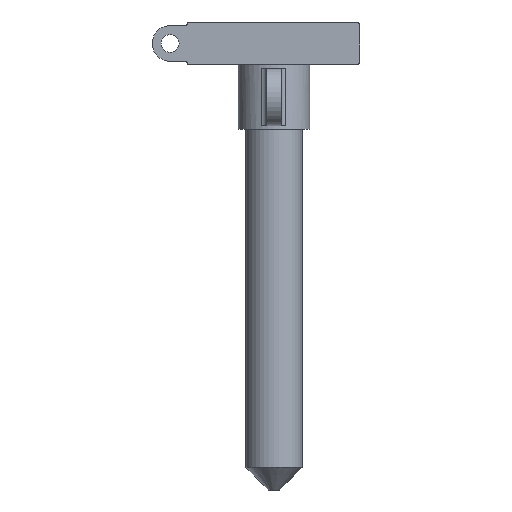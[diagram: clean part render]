
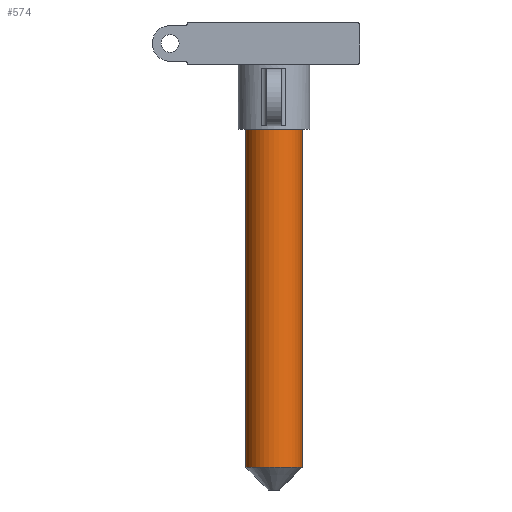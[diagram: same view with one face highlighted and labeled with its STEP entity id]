
A CAD part, front view. The second image highlights one B-rep face of the part: STEP entity #574.
In plain terms, the highlighted cylindrical face has radius 12.5 mm (diameter 25 mm), a full revolution.
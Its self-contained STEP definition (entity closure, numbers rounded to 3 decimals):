
#38=CYLINDRICAL_SURFACE('',#627,12.5);
#82=FACE_OUTER_BOUND('',#113,.T.);
#113=EDGE_LOOP('',(#414,#415,#416,#417));
#150=LINE('',#881,#195);
#195=VECTOR('',#702,12.5);
#240=CIRCLE('',#626,12.5);
#241=CIRCLE('',#628,12.5);
#276=VERTEX_POINT('',#876);
#277=VERTEX_POINT('',#880);
#331=EDGE_CURVE('',#276,#276,#240,.T.);
#332=EDGE_CURVE('',#276,#277,#150,.T.);
#333=EDGE_CURVE('',#277,#277,#241,.T.);
#414=ORIENTED_EDGE('',*,*,#331,.F.);
#415=ORIENTED_EDGE('',*,*,#332,.T.);
#416=ORIENTED_EDGE('',*,*,#333,.F.);
#417=ORIENTED_EDGE('',*,*,#332,.F.);
#574=ADVANCED_FACE('',(#82),#38,.T.);
#626=AXIS2_PLACEMENT_3D('',#878,#698,#699);
#627=AXIS2_PLACEMENT_3D('',#879,#700,#701);
#628=AXIS2_PLACEMENT_3D('',#882,#703,#704);
#698=DIRECTION('center_axis',(0.,0.,-1.));
#699=DIRECTION('ref_axis',(1.,0.,0.));
#700=DIRECTION('center_axis',(0.,0.,-1.));
#701=DIRECTION('ref_axis',(1.,0.,0.));
#702=DIRECTION('',(0.,0.,1.));
#703=DIRECTION('center_axis',(0.,0.,1.));
#704=DIRECTION('ref_axis',(1.,0.,0.));
#876=CARTESIAN_POINT('',(581.055,-31.75,-175.399));
#878=CARTESIAN_POINT('Origin',(593.555,-31.75,-175.399));
#879=CARTESIAN_POINT('Origin',(593.555,-31.75,-25.399));
#880=CARTESIAN_POINT('',(581.055,-31.75,-25.399));
#881=CARTESIAN_POINT('',(581.055,-31.75,-25.399));
#882=CARTESIAN_POINT('Origin',(593.555,-31.75,-25.399));
